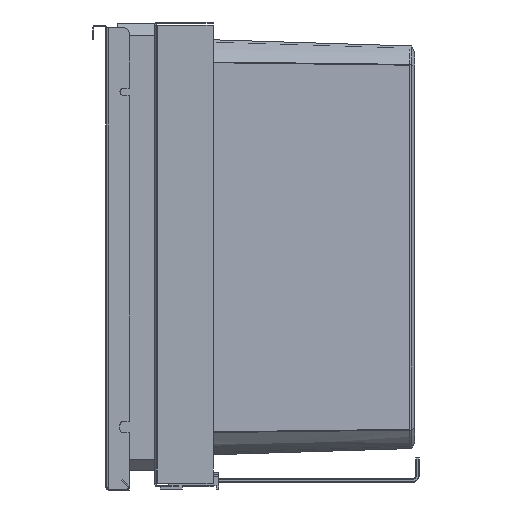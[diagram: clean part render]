
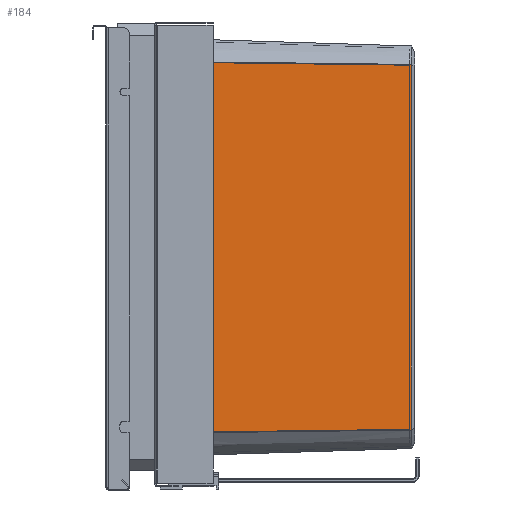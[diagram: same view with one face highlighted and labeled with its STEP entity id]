
A CAD part, left-side view. The second image highlights one B-rep face of the part: STEP entity #184.
In plain terms, the highlighted planar face has unit normal (-1, -0.031, 0).
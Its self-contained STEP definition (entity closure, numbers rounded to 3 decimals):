
#184=ADVANCED_FACE('7144',(#943),#944,.T.);
#943=FACE_OUTER_BOUND('',#2485,.T.);
#944=PLANE('',#2486);
#2485=EDGE_LOOP('',(#4558,#4559,#4560,#4561));
#2486=AXIS2_PLACEMENT_3D('',#4562,#4563,#4564);
#4558=ORIENTED_EDGE('',*,*,#9884,.T.);
#4559=ORIENTED_EDGE('',*,*,#9885,.F.);
#4560=ORIENTED_EDGE('',*,*,#9886,.F.);
#4561=ORIENTED_EDGE('',*,*,#9873,.F.);
#4562=CARTESIAN_POINT('',(-356.59,-95.469,-193.5));
#4563=DIRECTION('',(-1.,-0.031,0.0));
#4564=DIRECTION('',(0.031,-1.,0.0));
#9873=EDGE_CURVE('44420',#11663,#11665,#11666,.T.);
#9884=EDGE_CURVE('44454',#11663,#11682,#11684,.T.);
#9885=EDGE_CURVE('7267',#11499,#11682,#11685,.T.);
#9886=EDGE_CURVE('44455',#11665,#11499,#11686,.T.);
#11499=VERTEX_POINT('',#14252);
#11663=VERTEX_POINT('',#14621);
#11665=VERTEX_POINT('',#14633);
#11666=LINE('',#14634,#14635);
#11682=VERTEX_POINT('',#14695);
#11684=B_SPLINE_CURVE_WITH_KNOTS('',3,(#14697,#14698,#14699,#14700,#14701,#14702),.UNSPECIFIED.,.F.,.F.,(4,1,1,4),(0.0,0.333,0.667,1.),.UNSPECIFIED.);
#11685=LINE('',#14703,#14704);
#11686=B_SPLINE_CURVE_WITH_KNOTS('',3,(#14705,#14706,#14707,#14708,#14709,#14710),.UNSPECIFIED.,.F.,.F.,(4,1,1,4),(0.0,0.333,0.667,1.0),.UNSPECIFIED.);
#14252=CARTESIAN_POINT('',(-352.698,-220.329,-36.434));
#14621=CARTESIAN_POINT('',(-359.566,0.0,-353.257));
#14633=CARTESIAN_POINT('',(-359.566,0.0,-33.742));
#14634=CARTESIAN_POINT('',(-359.566,0.0,-353.257));
#14635=VECTOR('',#19064,319.515);
#14695=CARTESIAN_POINT('',(-352.699,-220.328,-350.566));
#14697=CARTESIAN_POINT('',(-359.566,0.0,-353.257));
#14698=CARTESIAN_POINT('',(-358.777,-25.325,-352.946));
#14699=CARTESIAN_POINT('',(-357.216,-75.412,-352.332));
#14700=CARTESIAN_POINT('',(-354.925,-148.895,-351.435));
#14701=CARTESIAN_POINT('',(-353.435,-196.709,-350.852));
#14702=CARTESIAN_POINT('',(-352.698,-220.328,-350.566));
#14703=CARTESIAN_POINT('',(-352.698,-220.329,-36.434));
#14704=VECTOR('',#19072,314.132);
#14705=CARTESIAN_POINT('',(-359.566,0.0,-33.742));
#14706=CARTESIAN_POINT('',(-358.777,-25.325,-34.053));
#14707=CARTESIAN_POINT('',(-357.216,-75.412,-34.667));
#14708=CARTESIAN_POINT('',(-354.925,-148.895,-35.565));
#14709=CARTESIAN_POINT('',(-353.435,-196.709,-36.147));
#14710=CARTESIAN_POINT('',(-352.698,-220.329,-36.434));
#19064=DIRECTION('',(0.0,0.0,1.0));
#19072=DIRECTION('',(0.,0.,-1.0));
